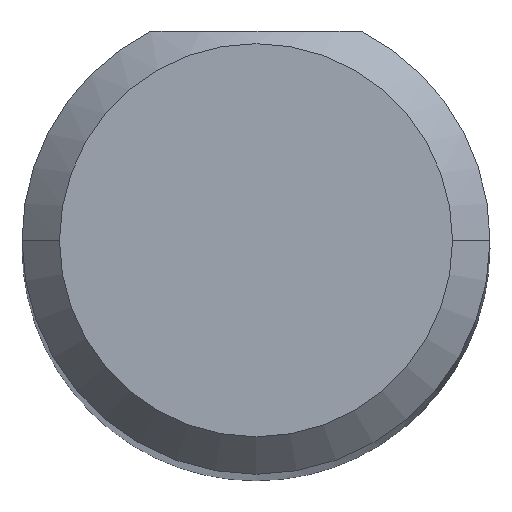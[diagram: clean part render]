
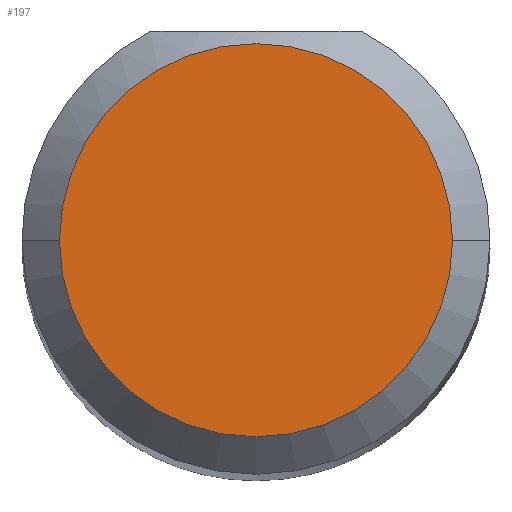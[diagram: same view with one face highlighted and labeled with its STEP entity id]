
A CAD part, top view. The second image highlights one B-rep face of the part: STEP entity #197.
In plain terms, the highlighted planar face has unit normal (0, 0, 1).
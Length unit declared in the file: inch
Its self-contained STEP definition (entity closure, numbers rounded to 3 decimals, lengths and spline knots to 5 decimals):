
#15 = CIRCLE ( 'NONE', #402, 0.07875 ) ;
#16 = CARTESIAN_POINT ( 'NONE',  ( 0., 0., 2. ) ) ;
#56 = FACE_OUTER_BOUND ( 'NONE', #341, .T. ) ;
#94 = CARTESIAN_POINT ( 'NONE',  ( 0., 0., 2. ) ) ;
#113 = DIRECTION ( 'NONE',  ( 1., 0., 0. ) ) ;
#115 = CARTESIAN_POINT ( 'NONE',  ( 0.07875, 0., 2. ) ) ;
#180 = CIRCLE ( 'NONE', #622, 0.07875 ) ;
#197 = ADVANCED_FACE ( 'NONE', ( #56 ), #468, .T. ) ;
#226 = CARTESIAN_POINT ( 'NONE',  ( 0., 0., 2. ) ) ;
#329 = CARTESIAN_POINT ( 'NONE',  ( -0.07875, 0., 2. ) ) ;
#334 = EDGE_CURVE ( 'NONE', #507, #644, #15, .T. ) ;
#341 = EDGE_LOOP ( 'NONE', ( #371, #539 ) ) ;
#371 = ORIENTED_EDGE ( 'NONE', *, *, #508, .T. ) ;
#374 = DIRECTION ( 'NONE',  ( 0., 0., 1. ) ) ;
#402 = AXIS2_PLACEMENT_3D ( 'NONE', #16, #685, #618 ) ;
#468 = PLANE ( 'NONE',  #689 ) ;
#476 = DIRECTION ( 'NONE',  ( 1., 0., 0. ) ) ;
#507 = VERTEX_POINT ( 'NONE', #115 ) ;
#508 = EDGE_CURVE ( 'NONE', #644, #507, #180, .T. ) ;
#539 = ORIENTED_EDGE ( 'NONE', *, *, #334, .T. ) ;
#606 = DIRECTION ( 'NONE',  ( 0., 0., 1. ) ) ;
#618 = DIRECTION ( 'NONE',  ( 1., 0., 0. ) ) ;
#622 = AXIS2_PLACEMENT_3D ( 'NONE', #94, #606, #476 ) ;
#644 = VERTEX_POINT ( 'NONE', #329 ) ;
#685 = DIRECTION ( 'NONE',  ( 0., 0., 1. ) ) ;
#689 = AXIS2_PLACEMENT_3D ( 'NONE', #226, #374, #113 ) ;
